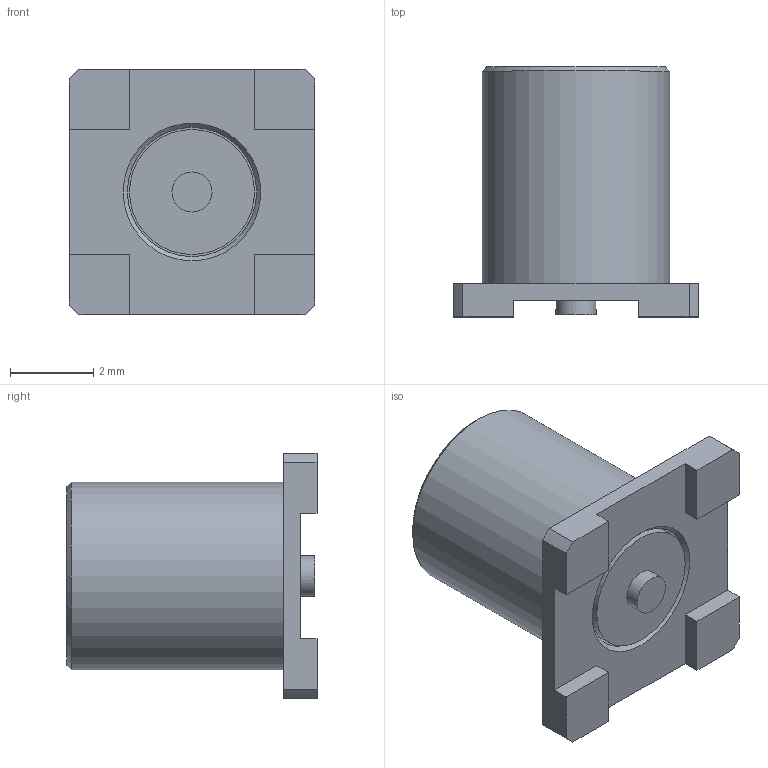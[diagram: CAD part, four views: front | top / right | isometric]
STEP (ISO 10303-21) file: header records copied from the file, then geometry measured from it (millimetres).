
FILE_DESCRIPTION( ( 'STEP AP214' ), ' ' );
FILE_NAME( 'MCX-J-P-H-ST-SM1.stp', '2018-06-22T07:12:19', ( '' ), ( '' ), ' ', 'PARTsolutions', ' ' );
FILE_SCHEMA( ( 'AUTOMOTIVE_DESIGN { 1 0 10303 214 1 1 1 1 }' ) );
Length unit declared in the file: millimetre
Products named in the file (4): MCX-J-P-H-ST-SM1; _MCX-J-P-H-ST-SM1_s; _MCX-J-P-H-ST-SM1_i; _MCX-J-P-H-ST-SM1_p
Assembly tree (3 placements, depth 2):
  MCX-J-P-H-ST-SM1
    _MCX-J-P-H-ST-SM1_s
    _MCX-J-P-H-ST-SM1_i
    _MCX-J-P-H-ST-SM1_p
Bounding box: 5.88 x 6 x 5.88 mm (x, y, z)
Volume: 66.4 mm3; surface area: 283.8 mm2
Topology: 3 solids, 3 shells, 58 faces, 131 edges, 83 vertices
Faces by surface type: plane 34, cylinder 15, cone 9
Full cylindrical faces by diameter (mm): 0.57 x1, 0.96 x2, 1.88 x1, 2.7 x1, 2.75 x1, 3 x1, 3.1 x1, 3.45 x1, 3.68 x1, 4.5 x1
Entity records: 2052 total; most frequent: DIRECTION 286, CARTESIAN_POINT 253, ORIENTED_EDGE 222, AXIS2_PLACEMENT_3D 113, EDGE_CURVE 111, EDGE_LOOP 82, VERTEX_POINT 80, FACE_OUTER_BOUND 69
